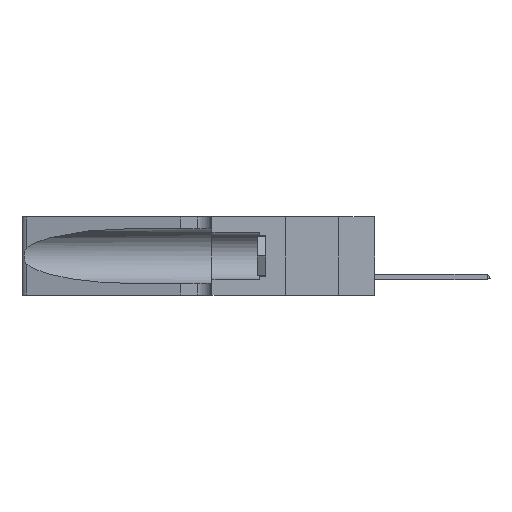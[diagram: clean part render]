
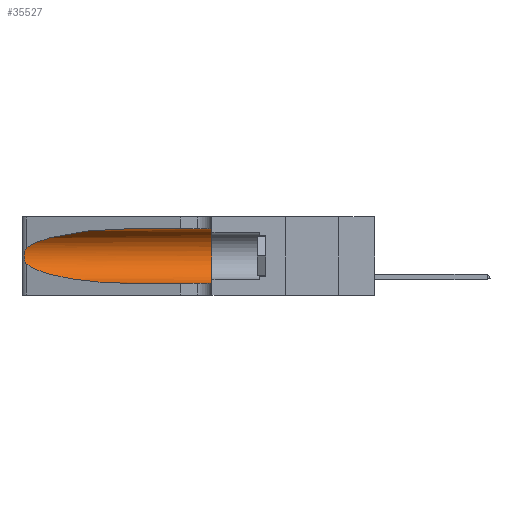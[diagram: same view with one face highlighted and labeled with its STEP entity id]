
A CAD part, left-side view. The second image highlights one B-rep face of the part: STEP entity #35527.
In plain terms, the highlighted cylindrical face has radius 3.308 mm (diameter 6.617 mm), a partial arc.
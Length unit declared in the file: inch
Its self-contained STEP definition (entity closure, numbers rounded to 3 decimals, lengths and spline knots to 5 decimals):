
#6 = CARTESIAN_POINT ( 'NONE',  ( 0.26075, 1.23896, 0.178 ) ) ;
#845 = VECTOR ( 'NONE', #45611, 39.37008 ) ;
#1820 = DIRECTION ( 'NONE',  ( 0., 0., -1. ) ) ;
#3087 = CARTESIAN_POINT ( 'NONE',  ( 0.2373, 1.15595, 0.28018 ) ) ;
#3535 = CARTESIAN_POINT ( 'NONE',  ( 0.26017, 1.23833, 0.17102 ) ) ;
#3889 = CARTESIAN_POINT ( 'NONE',  ( 0.25854, 1.2359, 0.20912 ) ) ;
#5516 = CYLINDRICAL_SURFACE ( 'NONE', #21386, 0.13025 ) ;
#5566 = DIRECTION ( 'NONE',  ( 0., -1., 0. ) ) ;
#7567 = CARTESIAN_POINT ( 'NONE',  ( 0.18966, 0.96281, 0.05475 ) ) ;
#7582 = CARTESIAN_POINT ( 'NONE',  ( 0.25555, 1.22993, 0.14849 ) ) ;
#7756 = CARTESIAN_POINT ( 'NONE',  ( 0.26018, 1.23835, 0.19895 ) ) ;
#7757 = VERTEX_POINT ( 'NONE', #20878 ) ;
#7925 = CARTESIAN_POINT ( 'NONE',  ( 0.26075, 1.23896, 0.19203 ) ) ;
#9311 = FACE_OUTER_BOUND ( 'NONE', #12098, .T. ) ;
#11594 =( BOUNDED_CURVE ( )  B_SPLINE_CURVE ( 3, ( #24048, #28265, #7567, #15752 ),
 .UNSPECIFIED., .F., .T. ) 
 B_SPLINE_CURVE_WITH_KNOTS ( ( 4, 4 ),
 ( 3.44316, 4.71239 ),
 .UNSPECIFIED. ) 
 CURVE ( )  GEOMETRIC_REPRESENTATION_ITEM ( )  RATIONAL_B_SPLINE_CURVE ( ( 1., 0.87, 0.87, 1. ) ) 
 REPRESENTATION_ITEM ( '' )  );
#12098 = EDGE_LOOP ( 'NONE', ( #43154, #31027, #15708, #23549, #23173, #34626 ) ) ;
#12127 = CARTESIAN_POINT ( 'NONE',  ( 0.25487, 1.22718, 0.14631 ) ) ;
#12374 = CARTESIAN_POINT ( 'NONE',  ( 0.1305, 0.72297, 0.05475 ) ) ;
#14016 = VERTEX_POINT ( 'NONE', #12374 ) ;
#15708 = ORIENTED_EDGE ( 'NONE', *, *, #44594, .T. ) ;
#15752 = CARTESIAN_POINT ( 'NONE',  ( 0.1305, 0.72297, 0.05475 ) ) ;
#15830 = CARTESIAN_POINT ( 'NONE',  ( 0.1305, 0.35, 0.185 ) ) ;
#16175 = EDGE_CURVE ( 'NONE', #14016, #40799, #48711, .T. ) ;
#16180 =( BOUNDED_CURVE ( )  B_SPLINE_CURVE ( 3, ( #34946, #27152, #3087, #47169 ),
 .UNSPECIFIED., .F., .F. ) 
 B_SPLINE_CURVE_WITH_KNOTS ( ( 4, 4 ),
 ( 1.5708, 2.84003 ),
 .UNSPECIFIED. ) 
 CURVE ( )  GEOMETRIC_REPRESENTATION_ITEM ( )  RATIONAL_B_SPLINE_CURVE ( ( 1., 0.87, 0.87, 1. ) ) 
 REPRESENTATION_ITEM ( '' )  );
#19046 = DIRECTION ( 'NONE',  ( 0., -1., 0. ) ) ;
#20878 = CARTESIAN_POINT ( 'NONE',  ( 0.25487, 1.22718, 0.22369 ) ) ;
#21386 = AXIS2_PLACEMENT_3D ( 'NONE', #21489, #5566, #1820 ) ;
#21489 = CARTESIAN_POINT ( 'NONE',  ( 0.1305, 1.61858, 0.185 ) ) ;
#22390 = CARTESIAN_POINT ( 'NONE',  ( 0.1305, 0.72297, 0.31525 ) ) ;
#22980 = EDGE_CURVE ( 'NONE', #40402, #40799, #23055, .T. ) ;
#23055 = CIRCLE ( 'NONE', #32620, 0.13025 ) ;
#23173 = ORIENTED_EDGE ( 'NONE', *, *, #22980, .F. ) ;
#23549 = ORIENTED_EDGE ( 'NONE', *, *, #16175, .T. ) ;
#24048 = CARTESIAN_POINT ( 'NONE',  ( 0.25487, 1.22718, 0.14631 ) ) ;
#24382 = CARTESIAN_POINT ( 'NONE',  ( 0.25555, 1.22994, 0.2215 ) ) ;
#24501 = EDGE_CURVE ( 'NONE', #38256, #40402, #46616, .T. ) ;
#24855 = CARTESIAN_POINT ( 'NONE',  ( 0.1305, 0.35, 0.31525 ) ) ;
#26483 = B_SPLINE_CURVE_WITH_KNOTS ( 'NONE', 3,
 ( #48332, #24382, #28115, #48825, #3889, #7756, #7925, #6, #3535, #31887, #48164, #36279, #7582, #12127 ),
 .UNSPECIFIED., .F., .F.,
 ( 4, 2, 2, 2, 2, 2, 4 ),
 ( 0., 0.00027, 0.00053, 0.00107, 0.0016, 0.00187, 0.00214 ),
 .UNSPECIFIED. ) ;
#27152 = CARTESIAN_POINT ( 'NONE',  ( 0.18966, 0.96281, 0.31525 ) ) ;
#28115 = CARTESIAN_POINT ( 'NONE',  ( 0.25639, 1.23184, 0.21858 ) ) ;
#28265 = CARTESIAN_POINT ( 'NONE',  ( 0.2373, 1.15595, 0.08982 ) ) ;
#31027 = ORIENTED_EDGE ( 'NONE', *, *, #41907, .T. ) ;
#31760 = DIRECTION ( 'NONE',  ( 0., 0., 1. ) ) ;
#31887 = CARTESIAN_POINT ( 'NONE',  ( 0.25856, 1.23593, 0.16098 ) ) ;
#32620 = AXIS2_PLACEMENT_3D ( 'NONE', #15830, #43669, #31760 ) ;
#32816 = VECTOR ( 'NONE', #19046, 39.37008 ) ;
#33012 = CARTESIAN_POINT ( 'NONE',  ( 0.1305, 1.61858, 0.31525 ) ) ;
#34626 = ORIENTED_EDGE ( 'NONE', *, *, #24501, .F. ) ;
#34946 = CARTESIAN_POINT ( 'NONE',  ( 0.1305, 0.72297, 0.31525 ) ) ;
#35125 = CARTESIAN_POINT ( 'NONE',  ( 0.1305, 1.61858, 0.05475 ) ) ;
#35527 = ADVANCED_FACE ( 'NONE', ( #9311 ), #5516, .F. ) ;
#36279 = CARTESIAN_POINT ( 'NONE',  ( 0.25639, 1.23186, 0.15144 ) ) ;
#38072 = VERTEX_POINT ( 'NONE', #45714 ) ;
#38256 = VERTEX_POINT ( 'NONE', #22390 ) ;
#40402 = VERTEX_POINT ( 'NONE', #24855 ) ;
#40635 = EDGE_CURVE ( 'NONE', #38256, #7757, #16180, .T. ) ;
#40799 = VERTEX_POINT ( 'NONE', #44419 ) ;
#41907 = EDGE_CURVE ( 'NONE', #7757, #38072, #26483, .T. ) ;
#43154 = ORIENTED_EDGE ( 'NONE', *, *, #40635, .T. ) ;
#43669 = DIRECTION ( 'NONE',  ( 0., 1., 0. ) ) ;
#44419 = CARTESIAN_POINT ( 'NONE',  ( 0.1305, 0.35, 0.05475 ) ) ;
#44594 = EDGE_CURVE ( 'NONE', #38072, #14016, #11594, .T. ) ;
#45611 = DIRECTION ( 'NONE',  ( 0., -1., 0. ) ) ;
#45714 = CARTESIAN_POINT ( 'NONE',  ( 0.25487, 1.22718, 0.14631 ) ) ;
#46616 = LINE ( 'NONE', #33012, #845 ) ;
#47169 = CARTESIAN_POINT ( 'NONE',  ( 0.25487, 1.22718, 0.22369 ) ) ;
#48164 = CARTESIAN_POINT ( 'NONE',  ( 0.25789, 1.23486, 0.15765 ) ) ;
#48332 = CARTESIAN_POINT ( 'NONE',  ( 0.25487, 1.22718, 0.22369 ) ) ;
#48711 = LINE ( 'NONE', #35125, #32816 ) ;
#48825 = CARTESIAN_POINT ( 'NONE',  ( 0.25787, 1.23484, 0.2124 ) ) ;
